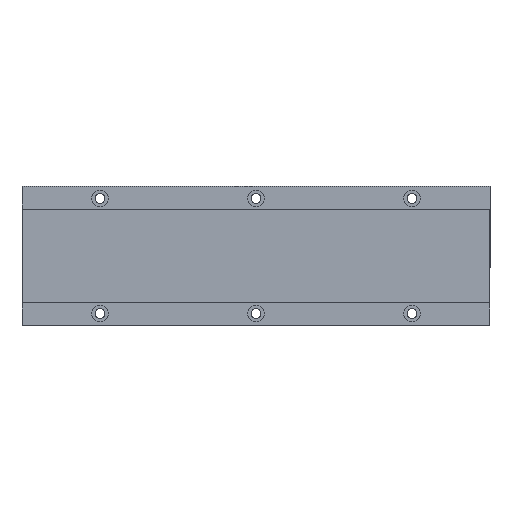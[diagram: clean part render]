
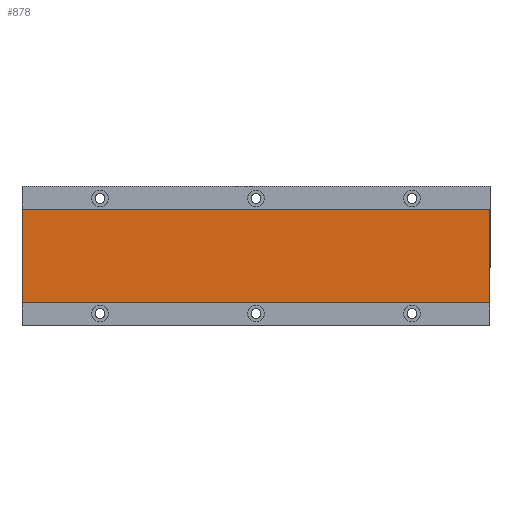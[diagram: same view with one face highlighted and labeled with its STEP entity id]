
A CAD part, top view. The second image highlights one B-rep face of the part: STEP entity #878.
In plain terms, the highlighted planar face has unit normal (0, 0, 1).
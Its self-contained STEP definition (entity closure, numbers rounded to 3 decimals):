
#14 = EDGE_CURVE ( 'NONE', #631, #1009, #775, .T. ) ;
#22 = ORIENTED_EDGE ( 'NONE', *, *, #106, .T. ) ;
#25 = CARTESIAN_POINT ( 'NONE',  ( -126., -25.2, 10.7 ) ) ;
#59 = DIRECTION ( 'NONE',  ( 0., 1., 0. ) ) ;
#73 = CARTESIAN_POINT ( 'NONE',  ( 0., 0., 10.7 ) ) ;
#106 = EDGE_CURVE ( 'NONE', #1009, #1093, #756, .T. ) ;
#139 = DIRECTION ( 'NONE',  ( 0., -1., 0. ) ) ;
#216 = DIRECTION ( 'NONE',  ( 1., 0., 0. ) ) ;
#247 = EDGE_CURVE ( 'NONE', #1093, #1196, #443, .T. ) ;
#250 = DIRECTION ( 'NONE',  ( 1., 0., 0. ) ) ;
#342 = DIRECTION ( 'NONE',  ( -1., 0., 0. ) ) ;
#345 = DIRECTION ( 'NONE',  ( 0., 0., 1. ) ) ;
#356 = ORIENTED_EDGE ( 'NONE', *, *, #14, .T. ) ;
#358 = CARTESIAN_POINT ( 'NONE',  ( -126., 25.2, 10.7 ) ) ;
#363 = CARTESIAN_POINT ( 'NONE',  ( 126., 25.2, 10.7 ) ) ;
#414 = CARTESIAN_POINT ( 'NONE',  ( 126., -25.2, 10.7 ) ) ;
#419 = CARTESIAN_POINT ( 'NONE',  ( -126., 25.2, 10.7 ) ) ;
#443 = LINE ( 'NONE', #834, #932 ) ;
#448 = ORIENTED_EDGE ( 'NONE', *, *, #247, .T. ) ;
#476 = CARTESIAN_POINT ( 'NONE',  ( 126., 25.2, 10.7 ) ) ;
#483 = VECTOR ( 'NONE', #59, 1000. ) ;
#561 = ORIENTED_EDGE ( 'NONE', *, *, #718, .T. ) ;
#562 = CARTESIAN_POINT ( 'NONE',  ( -126., -25.2, 10.7 ) ) ;
#578 = AXIS2_PLACEMENT_3D ( 'NONE', #73, #345, #250 ) ;
#631 = VERTEX_POINT ( 'NONE', #414 ) ;
#718 = EDGE_CURVE ( 'NONE', #1196, #631, #1115, .T. ) ;
#756 = LINE ( 'NONE', #358, #831 ) ;
#775 = LINE ( 'NONE', #363, #483 ) ;
#831 = VECTOR ( 'NONE', #342, 1000. ) ;
#834 = CARTESIAN_POINT ( 'NONE',  ( -126., 25.2, 10.7 ) ) ;
#844 = PLANE ( 'NONE',  #578 ) ;
#878 = ADVANCED_FACE ( 'NONE', ( #1242 ), #844, .T. ) ;
#932 = VECTOR ( 'NONE', #139, 1000. ) ;
#1009 = VERTEX_POINT ( 'NONE', #476 ) ;
#1093 = VERTEX_POINT ( 'NONE', #419 ) ;
#1115 = LINE ( 'NONE', #25, #1244 ) ;
#1136 = EDGE_LOOP ( 'NONE', ( #356, #22, #448, #561 ) ) ;
#1196 = VERTEX_POINT ( 'NONE', #562 ) ;
#1242 = FACE_OUTER_BOUND ( 'NONE', #1136, .T. ) ;
#1244 = VECTOR ( 'NONE', #216, 1000. ) ;
